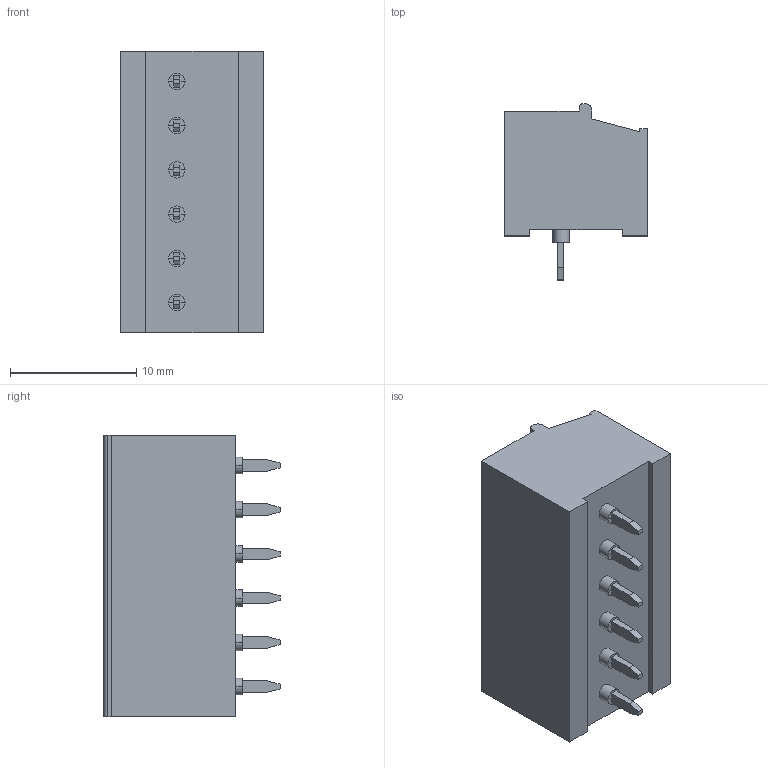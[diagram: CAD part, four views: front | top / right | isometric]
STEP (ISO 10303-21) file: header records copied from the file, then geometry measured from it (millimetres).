
FILE_DESCRIPTION(('SolidDesigner STEP Export'),'1');
FILE_NAME('mkdsfw_1.5-6-3.5.stp','2000-06-14T12:05:00',(''),(''), 'SolidDesigner STEP processor Version: 7.0(Mar 1999)for AP214(CD)(Solid Model)', 'CoCreate SolidDesigner: 07.50 21-Dec-99(C) CoCreate Software GmbH','');
FILE_SCHEMA(('AUTOMOTIVE_DESIGN_CC2 {1 2 10303 214 -1 1 5 1}'));
Length unit declared in the file: millimetre
Products named in the file (2): mkdsfw_1.5-6-3.5
Assembly tree (1 placements, depth 2):
  mkdsfw_1.5-6-3.5
    mkdsfw_1.5-6-3.5
Bounding box: 11.3 x 13.95 x 22.3 mm (x, y, z)
Volume: 2113.5 mm3; surface area: 1592.2 mm2
Topology: 1 solids, 1 shells, 345 faces, 897 edges, 576 vertices
Faces by surface type: plane 231, cylinder 114
Entity records: 14377 total; most frequent: CARTESIAN_POINT 3327, ORIENTED_EDGE 1794, DIRECTION 1627, EDGE_CURVE 897, VERTEX_POINT 576, VECTOR 571, LINE 571, AXIS2_PLACEMENT_3D 528
